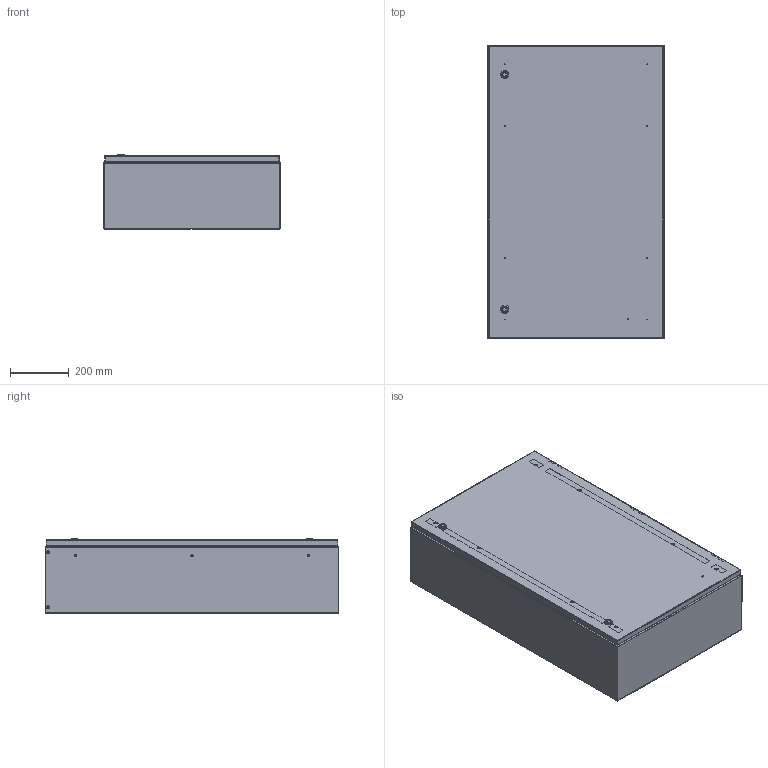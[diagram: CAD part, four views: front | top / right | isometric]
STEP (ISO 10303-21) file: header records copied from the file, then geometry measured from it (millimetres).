
FILE_DESCRIPTION (( 'STEP AP214' ), '1' );
FILE_NAME ('IP-SS1006025_stp.step', '2025-04-28T12:41:01', ( '' ), ( '' ), 'SwSTEP 2.0', 'SolidWorks 2023', '' );
FILE_SCHEMA (( 'AUTOMOTIVE_DESIGN' ));
Length unit declared in the file: millimetre
Products named in the file (1): IP-SS1006025_stp
Bounding box: 601.4 x 1000 x 256.5 mm (x, y, z)
Volume: 4167852.4 mm3; surface area: 5557478 mm2
Topology: 81 solids, 83 shells, 2448 faces, 6060 edges, 3860 vertices
Faces by surface type: plane 1044, cylinder 898, cone 300, bspline 142, torus 52, sphere 12
Entity records: 84327 total; most frequent: CARTESIAN_POINT 25165, ORIENTED_EDGE 12096, DIRECTION 12084, EDGE_CURVE 6048, AXIS2_PLACEMENT_3D 4635, VERTEX_POINT 3860, EDGE_LOOP 2868, LINE 2814
